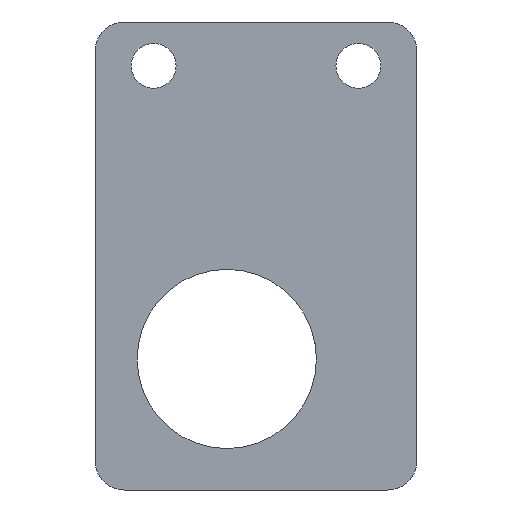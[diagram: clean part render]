
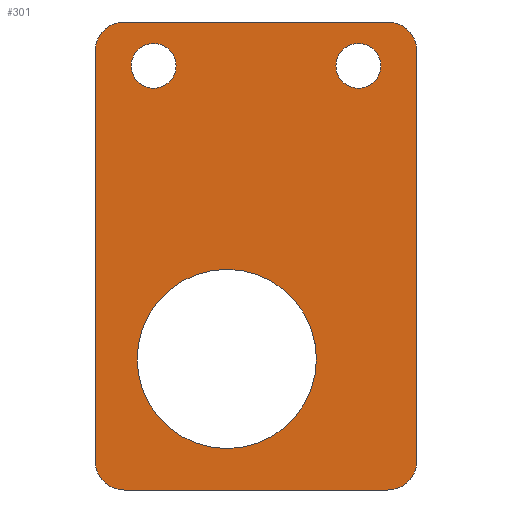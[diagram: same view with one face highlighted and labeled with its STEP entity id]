
A CAD part, left-side view. The second image highlights one B-rep face of the part: STEP entity #301.
In plain terms, the highlighted planar face has unit normal (-1, 0, 0).
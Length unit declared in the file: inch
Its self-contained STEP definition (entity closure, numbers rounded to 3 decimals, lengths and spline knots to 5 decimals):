
#19=FACE_BOUND('',#54,.T.);
#20=FACE_BOUND('',#55,.T.);
#21=FACE_BOUND('',#56,.T.);
#29=PLANE('',#340);
#38=FACE_OUTER_BOUND('',#53,.T.);
#53=EDGE_LOOP('',(#221,#222,#223,#224,#225,#226,#227,#228));
#54=EDGE_LOOP('',(#229));
#55=EDGE_LOOP('',(#230));
#56=EDGE_LOOP('',(#231));
#83=LINE('',#548,#104);
#84=LINE('',#552,#105);
#85=LINE('',#556,#106);
#86=LINE('',#559,#107);
#104=VECTOR('',#387,0.3937);
#105=VECTOR('',#390,0.3937);
#106=VECTOR('',#393,0.3937);
#107=VECTOR('',#396,0.3937);
#124=CIRCLE('',#339,0.0625);
#125=CIRCLE('',#341,0.0625);
#126=CIRCLE('',#342,0.0625);
#127=CIRCLE('',#343,0.0625);
#128=CIRCLE('',#344,0.1915);
#129=CIRCLE('',#345,0.048);
#130=CIRCLE('',#346,0.048);
#146=VERTEX_POINT('',#541);
#147=VERTEX_POINT('',#543);
#148=VERTEX_POINT('',#547);
#149=VERTEX_POINT('',#549);
#150=VERTEX_POINT('',#551);
#151=VERTEX_POINT('',#553);
#152=VERTEX_POINT('',#555);
#153=VERTEX_POINT('',#557);
#154=VERTEX_POINT('',#560);
#155=VERTEX_POINT('',#562);
#156=VERTEX_POINT('',#564);
#176=EDGE_CURVE('',#146,#147,#124,.T.);
#178=EDGE_CURVE('',#148,#146,#83,.T.);
#179=EDGE_CURVE('',#149,#148,#125,.T.);
#180=EDGE_CURVE('',#150,#149,#84,.T.);
#181=EDGE_CURVE('',#151,#150,#126,.T.);
#182=EDGE_CURVE('',#152,#151,#85,.T.);
#183=EDGE_CURVE('',#153,#152,#127,.T.);
#184=EDGE_CURVE('',#147,#153,#86,.T.);
#185=EDGE_CURVE('',#154,#154,#128,.T.);
#186=EDGE_CURVE('',#155,#155,#129,.T.);
#187=EDGE_CURVE('',#156,#156,#130,.T.);
#221=ORIENTED_EDGE('',*,*,#176,.F.);
#222=ORIENTED_EDGE('',*,*,#178,.F.);
#223=ORIENTED_EDGE('',*,*,#179,.F.);
#224=ORIENTED_EDGE('',*,*,#180,.F.);
#225=ORIENTED_EDGE('',*,*,#181,.F.);
#226=ORIENTED_EDGE('',*,*,#182,.F.);
#227=ORIENTED_EDGE('',*,*,#183,.F.);
#228=ORIENTED_EDGE('',*,*,#184,.F.);
#229=ORIENTED_EDGE('',*,*,#185,.T.);
#230=ORIENTED_EDGE('',*,*,#186,.T.);
#231=ORIENTED_EDGE('',*,*,#187,.T.);
#301=ADVANCED_FACE('',(#38,#19,#20,#21),#29,.T.);
#339=AXIS2_PLACEMENT_3D('',#544,#382,#383);
#340=AXIS2_PLACEMENT_3D('',#546,#385,#386);
#341=AXIS2_PLACEMENT_3D('',#550,#388,#389);
#342=AXIS2_PLACEMENT_3D('',#554,#391,#392);
#343=AXIS2_PLACEMENT_3D('',#558,#394,#395);
#344=AXIS2_PLACEMENT_3D('',#561,#397,#398);
#345=AXIS2_PLACEMENT_3D('',#563,#399,#400);
#346=AXIS2_PLACEMENT_3D('',#565,#401,#402);
#382=DIRECTION('center_axis',(1.,0.,0.));
#383=DIRECTION('ref_axis',(0.,-0.707,0.707));
#385=DIRECTION('center_axis',(-1.,0.,0.));
#386=DIRECTION('ref_axis',(0.,-1.,0.));
#387=DIRECTION('',(0.,-1.,0.));
#388=DIRECTION('center_axis',(1.,0.,0.));
#389=DIRECTION('ref_axis',(0.,0.707,0.707));
#390=DIRECTION('',(0.,0.,1.));
#391=DIRECTION('center_axis',(1.,0.,0.));
#392=DIRECTION('ref_axis',(0.,0.707,-0.707));
#393=DIRECTION('',(0.,1.,0.));
#394=DIRECTION('center_axis',(1.,0.,0.));
#395=DIRECTION('ref_axis',(0.,-0.707,-0.707));
#396=DIRECTION('',(0.,0.,-1.));
#397=DIRECTION('center_axis',(1.,0.,0.));
#398=DIRECTION('ref_axis',(0.,0.,-1.));
#399=DIRECTION('center_axis',(1.,0.,0.));
#400=DIRECTION('ref_axis',(0.,0.,1.));
#401=DIRECTION('center_axis',(1.,0.,0.));
#402=DIRECTION('ref_axis',(0.,0.,1.));
#541=CARTESIAN_POINT('',(-0.5,-0.125,0.34375));
#543=CARTESIAN_POINT('',(-0.5,-0.1875,0.28125));
#544=CARTESIAN_POINT('Origin',(-0.5,-0.125,0.28125));
#546=CARTESIAN_POINT('Origin',(-0.5,0.5,0.));
#547=CARTESIAN_POINT('',(-0.5,0.4375,0.34375));
#548=CARTESIAN_POINT('',(-0.5,0.5,0.34375));
#549=CARTESIAN_POINT('',(-0.5,0.5,0.28125));
#550=CARTESIAN_POINT('Origin',(-0.5,0.4375,0.28125));
#551=CARTESIAN_POINT('',(-0.5,0.5,-0.59375));
#552=CARTESIAN_POINT('',(-0.5,0.5,0.));
#553=CARTESIAN_POINT('',(-0.5,0.4375,-0.65625));
#554=CARTESIAN_POINT('Origin',(-0.5,0.4375,-0.59375));
#555=CARTESIAN_POINT('',(-0.5,-0.125,-0.65625));
#556=CARTESIAN_POINT('',(-0.5,-0.1875,-0.65625));
#557=CARTESIAN_POINT('',(-0.5,-0.1875,-0.59375));
#558=CARTESIAN_POINT('Origin',(-0.5,-0.125,-0.59375));
#559=CARTESIAN_POINT('',(-0.5,-0.1875,0.));
#560=CARTESIAN_POINT('',(-0.5,0.21875,-0.18475));
#561=CARTESIAN_POINT('Origin',(-0.5,0.21875,-0.37625));
#562=CARTESIAN_POINT('',(-0.5,-0.0625,0.202));
#563=CARTESIAN_POINT('Origin',(-0.5,-0.0625,0.25));
#564=CARTESIAN_POINT('',(-0.5,0.375,0.202));
#565=CARTESIAN_POINT('Origin',(-0.5,0.375,0.25));
